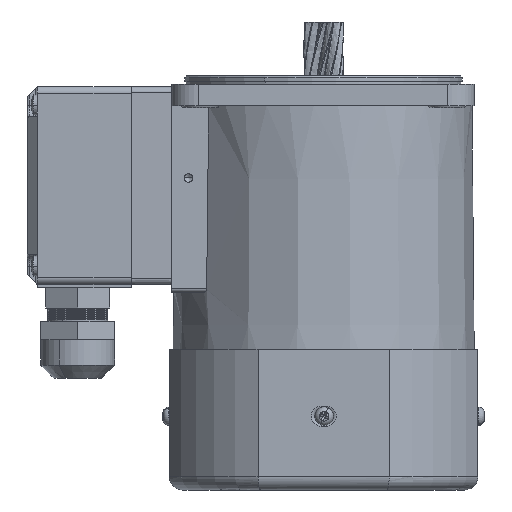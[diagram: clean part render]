
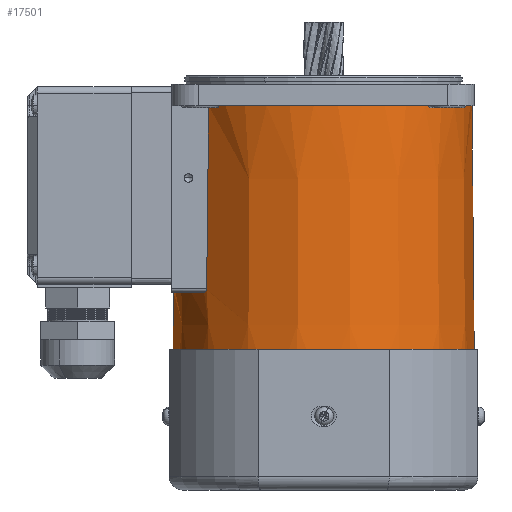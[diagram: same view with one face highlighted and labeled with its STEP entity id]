
A CAD part, left-side view. The second image highlights one B-rep face of the part: STEP entity #17501.
In plain terms, the highlighted conical face has half-angle 0.5 degrees and reference radius 45.1 mm.
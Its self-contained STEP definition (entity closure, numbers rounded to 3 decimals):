
#17129 = EDGE_CURVE ( 'NONE', #17198, #17199, #40044, .T. ) ;
#17198 = VERTEX_POINT ( 'NONE', #39979 ) ;
#17199 = VERTEX_POINT ( 'NONE', #39985 ) ;
#17428 = EDGE_CURVE ( 'NONE', #17449, #17199, #40795, .T. ) ;
#17431 = VERTEX_POINT ( 'NONE', #40793 ) ;
#17435 = EDGE_CURVE ( 'NONE', #17431, #17198, #40797, .T. ) ;
#17449 = VERTEX_POINT ( 'NONE', #40811 ) ;
#17496 = EDGE_CURVE ( 'NONE', #17431, #17505, #40992, .T. ) ;
#17498 = EDGE_CURVE ( 'NONE', #17507, #17517, #40981, .T. ) ;
#17499 = EDGE_LOOP ( 'NONE', ( #17522, #17512, #17506, #17504, #17503, #17575, #17578 ) ) ;
#17501 = ADVANCED_FACE ( 'NONE', ( #40979 ), #40945, .T. ) ;
#17502 = EDGE_CURVE ( 'NONE', #17517, #17449, #40988, .T. ) ;
#17503 = ORIENTED_EDGE ( 'NONE', *, *, #17496, .F. ) ;
#17504 = ORIENTED_EDGE ( 'NONE', *, *, #17574, .T. ) ;
#17505 = VERTEX_POINT ( 'NONE', #40969 ) ;
#17506 = ORIENTED_EDGE ( 'NONE', *, *, #17498, .F. ) ;
#17507 = VERTEX_POINT ( 'NONE', #40919 ) ;
#17512 = ORIENTED_EDGE ( 'NONE', *, *, #17502, .F. ) ;
#17517 = VERTEX_POINT ( 'NONE', #41049 ) ;
#17522 = ORIENTED_EDGE ( 'NONE', *, *, #17428, .F. ) ;
#17574 = EDGE_CURVE ( 'NONE', #17507, #17505, #41210, .T. ) ;
#17575 = ORIENTED_EDGE ( 'NONE', *, *, #17435, .T. ) ;
#17578 = ORIENTED_EDGE ( 'NONE', *, *, #17129, .T. ) ;
#39979 = CARTESIAN_POINT ( 'NONE',  ( 11.504, 0., -45. ) ) ;
#39985 = CARTESIAN_POINT ( 'NONE',  ( 11.504, 0., 45. ) ) ;
#40044 = CIRCLE ( 'NONE', #40054, 45. ) ;
#40054 = AXIS2_PLACEMENT_3D ( 'NONE', #40099, #40093, #40092 ) ;
#40092 = DIRECTION ( 'NONE',  ( 0., 0., 1. ) ) ;
#40093 = DIRECTION ( 'NONE',  ( 1., 0., 0. ) ) ;
#40099 = CARTESIAN_POINT ( 'NONE',  ( 11.504, 0., 0. ) ) ;
#40762 = DIRECTION ( 'NONE',  ( -1., 0., -0.009 ) ) ;
#40763 = CARTESIAN_POINT ( 'NONE',  ( 0., 0., -45.1 ) ) ;
#40766 = DIRECTION ( 'NONE',  ( -1., 0., 0.009 ) ) ;
#40767 = VECTOR ( 'NONE', #40766, 1000. ) ;
#40768 = CARTESIAN_POINT ( 'NONE',  ( 0., 0., 45.1 ) ) ;
#40793 = CARTESIAN_POINT ( 'NONE',  ( 43., 0., -44.725 ) ) ;
#40795 = LINE ( 'NONE', #40768, #40767 ) ;
#40797 = LINE ( 'NONE', #40763, #40817 ) ;
#40811 = CARTESIAN_POINT ( 'NONE',  ( 98.5, 0., 44.24 ) ) ;
#40817 = VECTOR ( 'NONE', #40762, 1000. ) ;
#40919 = CARTESIAN_POINT ( 'NONE',  ( 44., 28., -34.864 ) ) ;
#40943 = CARTESIAN_POINT ( 'NONE',  ( 0., 0., 0. ) ) ;
#40945 = CONICAL_SURFACE ( 'NONE', #40977, 45.1, 0.009 ) ;
#40968 = CARTESIAN_POINT ( 'NONE',  ( 98.5, 0., 0. ) ) ;
#40969 = CARTESIAN_POINT ( 'NONE',  ( 43., 27., -35.655 ) ) ;
#40970 = CARTESIAN_POINT ( 'NONE',  ( 98.5, 28., -34.252 ) ) ;
#40971 = CARTESIAN_POINT ( 'NONE',  ( 84.629, 28., -34.409 ) ) ;
#40972 = CARTESIAN_POINT ( 'NONE',  ( 70.757, 28., -34.564 ) ) ;
#40973 = CARTESIAN_POINT ( 'NONE',  ( 56.886, 28., -34.72 ) ) ;
#40974 = CARTESIAN_POINT ( 'NONE',  ( 52.591, 28., -34.768 ) ) ;
#40975 = CARTESIAN_POINT ( 'NONE',  ( 48.295, 28., -34.816 ) ) ;
#40976 = CARTESIAN_POINT ( 'NONE',  ( 44., 28., -34.864 ) ) ;
#40977 = AXIS2_PLACEMENT_3D ( 'NONE', #40943, #40982, #40987 ) ;
#40978 = DIRECTION ( 'NONE',  ( 1., 0., 0. ) ) ;
#40979 = FACE_OUTER_BOUND ( 'NONE', #17499, .T. ) ;
#40981 = B_SPLINE_CURVE_WITH_KNOTS ( 'NONE', 3,
 ( #40976, #40975, #40974, #40973, #40972, #40971, #40970 ),
 .UNSPECIFIED., .F., .F.,
 ( 4, 3, 4 ),
 ( 0.076, 0.088, 0.13 ),
 .UNSPECIFIED. ) ;
#40982 = DIRECTION ( 'NONE',  ( -1., 0., 0. ) ) ;
#40983 = DIRECTION ( 'NONE',  ( 0., 0., 1. ) ) ;
#40984 = DIRECTION ( 'NONE',  ( 1., 0., 0. ) ) ;
#40985 = CARTESIAN_POINT ( 'NONE',  ( 43., 0., 0. ) ) ;
#40986 = AXIS2_PLACEMENT_3D ( 'NONE', #40985, #40984, #40983 ) ;
#40987 = DIRECTION ( 'NONE',  ( 0., 0., -1. ) ) ;
#40988 = CIRCLE ( 'NONE', #41023, 44.24 ) ;
#40992 = CIRCLE ( 'NONE', #40986, 44.725 ) ;
#41022 = DIRECTION ( 'NONE',  ( 0., 0., -1. ) ) ;
#41023 = AXIS2_PLACEMENT_3D ( 'NONE', #40968, #40978, #41022 ) ;
#41049 = CARTESIAN_POINT ( 'NONE',  ( 98.5, 28., -34.252 ) ) ;
#41196 = CARTESIAN_POINT ( 'NONE',  ( 43., 27., -35.655 ) ) ;
#41197 = CARTESIAN_POINT ( 'NONE',  ( 43., 27.239, -35.474 ) ) ;
#41198 = CARTESIAN_POINT ( 'NONE',  ( 43.083, 27.475, -35.291 ) ) ;
#41199 = CARTESIAN_POINT ( 'NONE',  ( 43.297, 27.714, -35.1 ) ) ;
#41200 = CARTESIAN_POINT ( 'NONE',  ( 43.345, 27.758, -35.064 ) ) ;
#41201 = CARTESIAN_POINT ( 'NONE',  ( 43.452, 27.839, -34.999 ) ) ;
#41202 = CARTESIAN_POINT ( 'NONE',  ( 43.511, 27.875, -34.97 ) ) ;
#41203 = CARTESIAN_POINT ( 'NONE',  ( 43.702, 27.965, -34.896 ) ) ;
#41204 = CARTESIAN_POINT ( 'NONE',  ( 43.849, 28., -34.866 ) ) ;
#41205 = CARTESIAN_POINT ( 'NONE',  ( 44., 28., -34.864 ) ) ;
#41210 = B_SPLINE_CURVE_WITH_KNOTS ( 'NONE', 3,
 ( #41205, #41204, #41203, #41202, #41201, #41200, #41199, #41198, #41197, #41196 ),
 .UNSPECIFIED., .F., .F.,
 ( 4, 2, 2, 2, 4 ),
 ( 0., 0., 0.001, 0.001, 0.002 ),
 .UNSPECIFIED. ) ;
